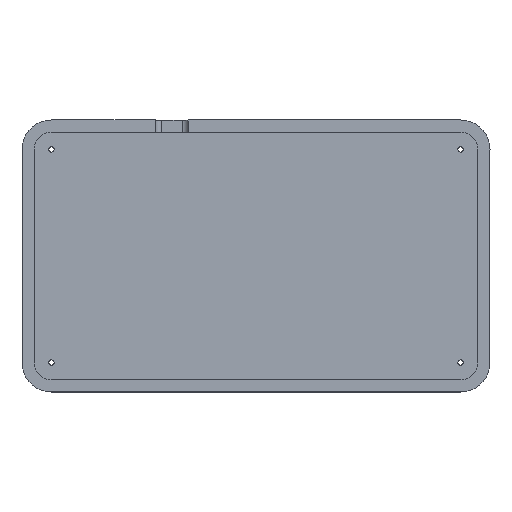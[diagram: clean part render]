
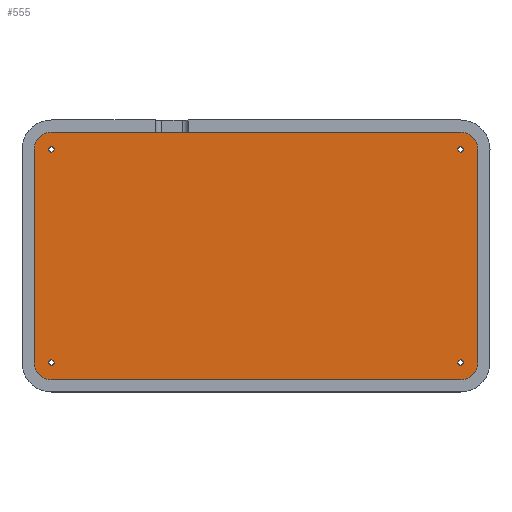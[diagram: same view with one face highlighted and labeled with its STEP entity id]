
A CAD part, top view. The second image highlights one B-rep face of the part: STEP entity #555.
In plain terms, the highlighted planar face has unit normal (0, 0, 1).
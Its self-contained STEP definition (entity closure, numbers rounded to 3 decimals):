
#15=FACE_BOUND('',#92,.T.);
#16=FACE_BOUND('',#93,.T.);
#17=FACE_BOUND('',#94,.T.);
#18=FACE_BOUND('',#95,.T.);
#35=PLANE('',#613);
#63=FACE_OUTER_BOUND('',#91,.T.);
#91=EDGE_LOOP('',(#491,#492,#493,#494,#495,#496,#497,#498));
#92=EDGE_LOOP('',(#499));
#93=EDGE_LOOP('',(#500));
#94=EDGE_LOOP('',(#501));
#95=EDGE_LOOP('',(#502));
#113=LINE('',#815,#163);
#119=LINE('',#831,#169);
#123=LINE('',#843,#173);
#127=LINE('',#855,#177);
#163=VECTOR('',#647,10.);
#169=VECTOR('',#663,10.);
#173=VECTOR('',#675,10.);
#177=VECTOR('',#687,10.);
#205=CIRCLE('',#570,7.);
#207=CIRCLE('',#574,7.);
#209=CIRCLE('',#578,7.);
#211=CIRCLE('',#582,7.);
#218=CIRCLE('',#591,1.1);
#220=CIRCLE('',#594,1.1);
#222=CIRCLE('',#597,1.1);
#224=CIRCLE('',#600,1.1);
#241=VERTEX_POINT('',#812);
#242=VERTEX_POINT('',#814);
#245=VERTEX_POINT('',#824);
#247=VERTEX_POINT('',#830);
#249=VERTEX_POINT('',#836);
#251=VERTEX_POINT('',#842);
#253=VERTEX_POINT('',#848);
#255=VERTEX_POINT('',#854);
#266=VERTEX_POINT('',#883);
#268=VERTEX_POINT('',#889);
#270=VERTEX_POINT('',#895);
#272=VERTEX_POINT('',#901);
#297=EDGE_CURVE('',#242,#241,#113,.T.);
#302=EDGE_CURVE('',#241,#245,#205,.T.);
#305=EDGE_CURVE('',#245,#247,#119,.T.);
#308=EDGE_CURVE('',#247,#249,#207,.T.);
#311=EDGE_CURVE('',#249,#251,#123,.T.);
#314=EDGE_CURVE('',#251,#253,#209,.T.);
#317=EDGE_CURVE('',#253,#255,#127,.T.);
#320=EDGE_CURVE('',#255,#242,#211,.T.);
#333=EDGE_CURVE('',#266,#266,#218,.T.);
#336=EDGE_CURVE('',#268,#268,#220,.T.);
#339=EDGE_CURVE('',#270,#270,#222,.T.);
#342=EDGE_CURVE('',#272,#272,#224,.T.);
#491=ORIENTED_EDGE('',*,*,#297,.T.);
#492=ORIENTED_EDGE('',*,*,#302,.T.);
#493=ORIENTED_EDGE('',*,*,#305,.T.);
#494=ORIENTED_EDGE('',*,*,#308,.T.);
#495=ORIENTED_EDGE('',*,*,#311,.T.);
#496=ORIENTED_EDGE('',*,*,#314,.T.);
#497=ORIENTED_EDGE('',*,*,#317,.T.);
#498=ORIENTED_EDGE('',*,*,#320,.T.);
#499=ORIENTED_EDGE('',*,*,#342,.T.);
#500=ORIENTED_EDGE('',*,*,#339,.T.);
#501=ORIENTED_EDGE('',*,*,#336,.T.);
#502=ORIENTED_EDGE('',*,*,#333,.T.);
#555=ADVANCED_FACE('',(#63,#15,#16,#17,#18),#35,.T.);
#570=AXIS2_PLACEMENT_3D('',#825,#656,#657);
#574=AXIS2_PLACEMENT_3D('',#837,#668,#669);
#578=AXIS2_PLACEMENT_3D('',#849,#680,#681);
#582=AXIS2_PLACEMENT_3D('',#860,#692,#693);
#591=AXIS2_PLACEMENT_3D('',#885,#716,#717);
#594=AXIS2_PLACEMENT_3D('',#891,#723,#724);
#597=AXIS2_PLACEMENT_3D('',#897,#730,#731);
#600=AXIS2_PLACEMENT_3D('',#903,#737,#738);
#613=AXIS2_PLACEMENT_3D('',#936,#775,#776);
#647=DIRECTION('',(-1.,0.,0.));
#656=DIRECTION('center_axis',(0.,0.,1.));
#657=DIRECTION('ref_axis',(0.,1.,0.));
#663=DIRECTION('',(0.,-1.,0.));
#668=DIRECTION('center_axis',(0.,0.,1.));
#669=DIRECTION('ref_axis',(-1.,0.,0.));
#675=DIRECTION('',(1.,0.,0.));
#680=DIRECTION('center_axis',(0.,0.,1.));
#681=DIRECTION('ref_axis',(0.,-1.,0.));
#687=DIRECTION('',(0.,1.,0.));
#692=DIRECTION('center_axis',(0.,0.,1.));
#693=DIRECTION('ref_axis',(1.,0.,0.));
#716=DIRECTION('center_axis',(0.,0.,-1.));
#717=DIRECTION('ref_axis',(-1.,0.,0.));
#723=DIRECTION('center_axis',(0.,0.,-1.));
#724=DIRECTION('ref_axis',(-1.,0.,0.));
#730=DIRECTION('center_axis',(0.,0.,-1.));
#731=DIRECTION('ref_axis',(-1.,0.,0.));
#737=DIRECTION('center_axis',(0.,0.,-1.));
#738=DIRECTION('ref_axis',(-1.,0.,0.));
#775=DIRECTION('center_axis',(0.,0.,1.));
#776=DIRECTION('ref_axis',(-1.,0.,0.));
#812=CARTESIAN_POINT('',(62.563,-47.973,7.265));
#814=CARTESIAN_POINT('',(229.563,-47.973,7.265));
#815=CARTESIAN_POINT('',(104.313,-47.973,7.265));
#824=CARTESIAN_POINT('',(55.563,-54.973,7.265));
#825=CARTESIAN_POINT('Origin',(62.563,-54.973,7.265));
#830=CARTESIAN_POINT('',(55.563,-141.973,7.265));
#831=CARTESIAN_POINT('',(55.563,-120.223,7.265));
#836=CARTESIAN_POINT('',(62.563,-148.973,7.265));
#837=CARTESIAN_POINT('Origin',(62.563,-141.973,7.265));
#842=CARTESIAN_POINT('',(229.563,-148.973,7.265));
#843=CARTESIAN_POINT('',(187.813,-148.973,7.265));
#848=CARTESIAN_POINT('',(236.563,-141.973,7.265));
#849=CARTESIAN_POINT('Origin',(229.563,-141.973,7.265));
#854=CARTESIAN_POINT('',(236.563,-54.973,7.265));
#855=CARTESIAN_POINT('',(236.563,-76.723,7.265));
#860=CARTESIAN_POINT('Origin',(229.563,-54.973,7.265));
#883=CARTESIAN_POINT('',(63.663,-141.973,7.265));
#885=CARTESIAN_POINT('Origin',(62.563,-141.973,7.265));
#889=CARTESIAN_POINT('',(63.663,-54.973,7.265));
#891=CARTESIAN_POINT('Origin',(62.563,-54.973,7.265));
#895=CARTESIAN_POINT('',(230.663,-141.973,7.265));
#897=CARTESIAN_POINT('Origin',(229.563,-141.973,7.265));
#901=CARTESIAN_POINT('',(230.663,-54.973,7.265));
#903=CARTESIAN_POINT('Origin',(229.563,-54.973,7.265));
#936=CARTESIAN_POINT('Origin',(146.063,-98.473,7.265));
